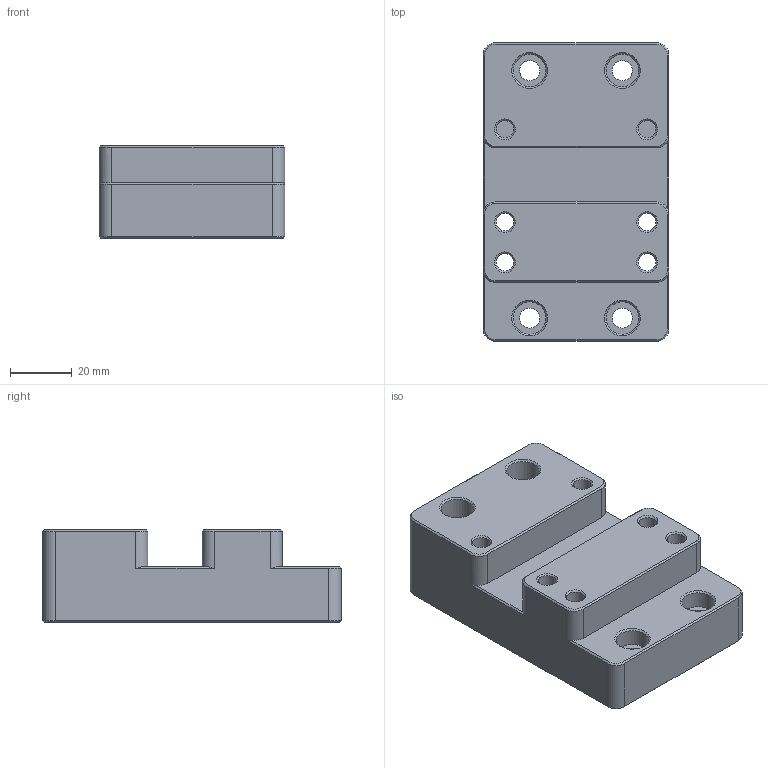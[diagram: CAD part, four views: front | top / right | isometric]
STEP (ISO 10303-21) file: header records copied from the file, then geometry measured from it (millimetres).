
FILE_DESCRIPTION(/* description */ (''),/* implementation_level */ '2;1');
FILE_NAME(/* name */ 'BKHM12 Riser.step',/* time_stamp */ '2024-04-15T14:42:54-07:00',/* author */ (''),/* organization */ (''),/* preprocessor_version */ 'ST-DEVELOPER v20',/* originating_system */ 'Autodesk Translation Framework v12.20.1.177',/* authorisation */ '');
FILE_SCHEMA (('AUTOMOTIVE_DESIGN { 1 0 10303 214 3 1 1 }'));
Length unit declared in the file: millimetre
Products named in the file (1): BKHM12 Riser
Bounding box: 60 x 96.5 x 30 mm (x, y, z)
Volume: 136385.5 mm3; surface area: 26595 mm2
Topology: 1 solids, 1 shells, 100 faces, 218 edges, 129 vertices
Faces by surface type: plane 38, cone 33, cylinder 27, bspline 2
Full cylindrical faces by diameter (mm): 5.7 x9, 6.5 x4, 10.5 x4
Entity records: 2874 total; most frequent: CARTESIAN_POINT 584, DIRECTION 495, ORIENTED_EDGE 436, EDGE_CURVE 218, AXIS2_PLACEMENT_3D 188, VERTEX_POINT 129, EDGE_LOOP 125, LINE 119
